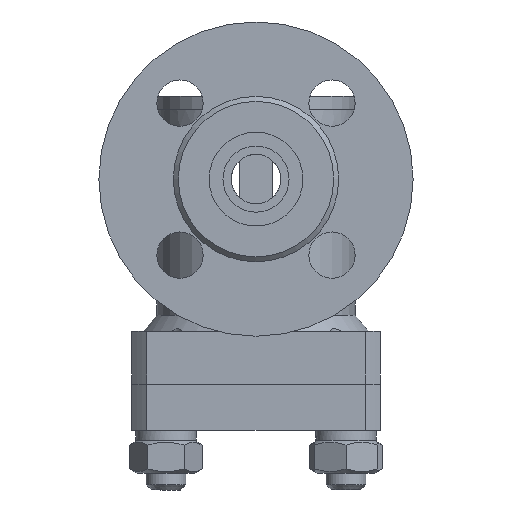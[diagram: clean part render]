
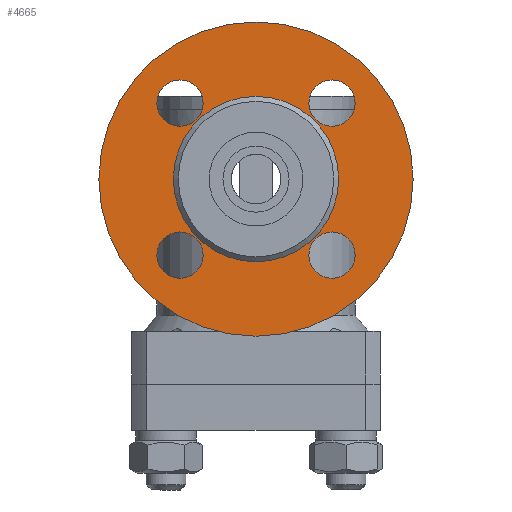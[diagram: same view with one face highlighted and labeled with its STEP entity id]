
A CAD part, left-side view. The second image highlights one B-rep face of the part: STEP entity #4665.
In plain terms, the highlighted face is planar.
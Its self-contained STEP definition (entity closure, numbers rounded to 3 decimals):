
#4499=CARTESIAN_POINT('',(14.096,22.981,3.5));
#4500=VERTEX_POINT('',#4499);
#4501=CARTESIAN_POINT('',(21.096,22.981,3.5));
#4502=DIRECTION('',(0.0,0.0,1.0));
#4503=DIRECTION('',(1.0,0.0,0.0));
#4504=AXIS2_PLACEMENT_3D('',#4501,#4502,#4503);
#4505=CIRCLE('',#4504,7.);
#4506=EDGE_CURVE('',#4500,#4500,#4505,.T.);
#4527=CARTESIAN_POINT('',(21.096,-15.981,3.5));
#4528=VERTEX_POINT('',#4527);
#4529=CARTESIAN_POINT('',(21.096,-22.981,3.5));
#4530=DIRECTION('',(0.0,0.0,1.0));
#4531=DIRECTION('',(0.0,-1.0,0.0));
#4532=AXIS2_PLACEMENT_3D('',#4529,#4530,#4531);
#4533=CIRCLE('',#4532,7.);
#4534=EDGE_CURVE('',#4528,#4528,#4533,.T.);
#4555=CARTESIAN_POINT('',(-17.866,-22.981,3.5));
#4556=VERTEX_POINT('',#4555);
#4557=CARTESIAN_POINT('',(-24.866,-22.981,3.5));
#4558=DIRECTION('',(0.0,0.0,1.0));
#4559=DIRECTION('',(-1.0,0.0,0.0));
#4560=AXIS2_PLACEMENT_3D('',#4557,#4558,#4559);
#4561=CIRCLE('',#4560,7.);
#4562=EDGE_CURVE('',#4556,#4556,#4561,.T.);
#4583=CARTESIAN_POINT('',(-24.866,15.981,3.5));
#4584=VERTEX_POINT('',#4583);
#4585=CARTESIAN_POINT('',(-24.866,22.981,3.5));
#4586=DIRECTION('',(0.0,0.0,1.0));
#4587=DIRECTION('',(0.0,1.0,0.0));
#4588=AXIS2_PLACEMENT_3D('',#4585,#4586,#4587);
#4589=CIRCLE('',#4588,7.);
#4590=EDGE_CURVE('',#4584,#4584,#4589,.T.);
#4611=CARTESIAN_POINT('',(-1.885,25.,3.5));
#4612=VERTEX_POINT('',#4611);
#4613=CARTESIAN_POINT('',(-1.885,0.,3.5));
#4614=DIRECTION('',(0.0,0.0,-1.0));
#4615=DIRECTION('',(0.0,1.0,0.0));
#4616=AXIS2_PLACEMENT_3D('',#4613,#4614,#4615);
#4617=CIRCLE('',#4616,25.);
#4618=EDGE_CURVE('',#4612,#4612,#4617,.T.);
#4634=CARTESIAN_POINT('',(-1.885,55.899,3.5));
#4635=DIRECTION('',(0.0,0.0,1.0));
#4636=DIRECTION('',(0.0,1.0,0.0));
#4637=AXIS2_PLACEMENT_3D('',#4634,#4635,#4636);
#4638=PLANE('',#4637);
#4639=CARTESIAN_POINT('',(-49.385,0.,3.5));
#4640=VERTEX_POINT('',#4639);
#4641=CARTESIAN_POINT('',(-1.885,0.,3.5));
#4642=DIRECTION('',(0.0,0.0,1.0));
#4643=DIRECTION('',(1.0,0.0,0.0));
#4644=AXIS2_PLACEMENT_3D('',#4641,#4642,#4643);
#4645=CIRCLE('',#4644,47.5);
#4646=EDGE_CURVE('',#4640,#4640,#4645,.T.);
#4647=ORIENTED_EDGE('',*,*,#4646,.F.);
#4648=EDGE_LOOP('',(#4647));
#4649=FACE_OUTER_BOUND('',#4648,.T.);
#4650=ORIENTED_EDGE('',*,*,#4506,.T.);
#4651=EDGE_LOOP('',(#4650));
#4652=FACE_BOUND('',#4651,.T.);
#4653=ORIENTED_EDGE('',*,*,#4534,.T.);
#4654=EDGE_LOOP('',(#4653));
#4655=FACE_BOUND('',#4654,.T.);
#4656=ORIENTED_EDGE('',*,*,#4562,.T.);
#4657=EDGE_LOOP('',(#4656));
#4658=FACE_BOUND('',#4657,.T.);
#4659=ORIENTED_EDGE('',*,*,#4590,.T.);
#4660=EDGE_LOOP('',(#4659));
#4661=FACE_BOUND('',#4660,.T.);
#4662=ORIENTED_EDGE('',*,*,#4618,.F.);
#4663=EDGE_LOOP('',(#4662));
#4664=FACE_BOUND('',#4663,.T.);
#4665=ADVANCED_FACE('',(#4649,#4652,#4655,#4658,#4661,#4664),#4638,.F.);
